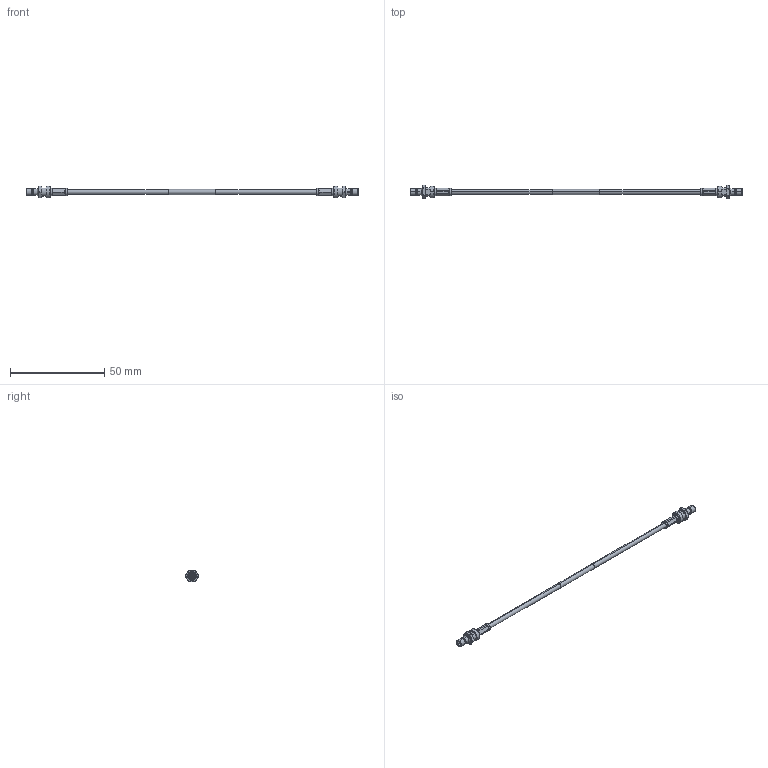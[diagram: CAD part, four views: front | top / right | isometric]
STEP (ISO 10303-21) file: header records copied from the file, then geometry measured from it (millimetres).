
FILE_DESCRIPTION (( 'STEP AP214' ), '1' );
FILE_NAME ('FMCA9850_3D.step', '2023-08-01T16:41:00', ( '' ), ( '' ), 'SwSTEP 2.0', 'SolidWorks 2022', '' );
FILE_SCHEMA (( 'AUTOMOTIVE_DESIGN' ));
Length unit declared in the file: inch
Products named in the file (3): FMCA9850_3D; Copy of PE45875^FMCA9850; Copy of RG316-BULK^FMCA9850
Assembly tree (3 placements, depth 2):
  FMCA9850_3D
    Copy of RG316-BULK^FMCA9850
    Copy of PE45875^FMCA9850  x2
Bounding box: 176.4 x 7.33 x 6.35 mm (x, y, z)
Volume: 1303.7 mm3; surface area: 2558.5 mm2
Topology: 3 solids, 3 shells, 296 faces, 654 edges, 386 vertices
Faces by surface type: cylinder 108, plane 84, cone 84, bspline 16, torus 4
Entity records: 4738 total; most frequent: CARTESIAN_POINT 1258, DIRECTION 722, ORIENTED_EDGE 672, EDGE_CURVE 336, AXIS2_PLACEMENT_3D 303, VERTEX_POINT 199, EDGE_LOOP 167, ADVANCED_FACE 153
